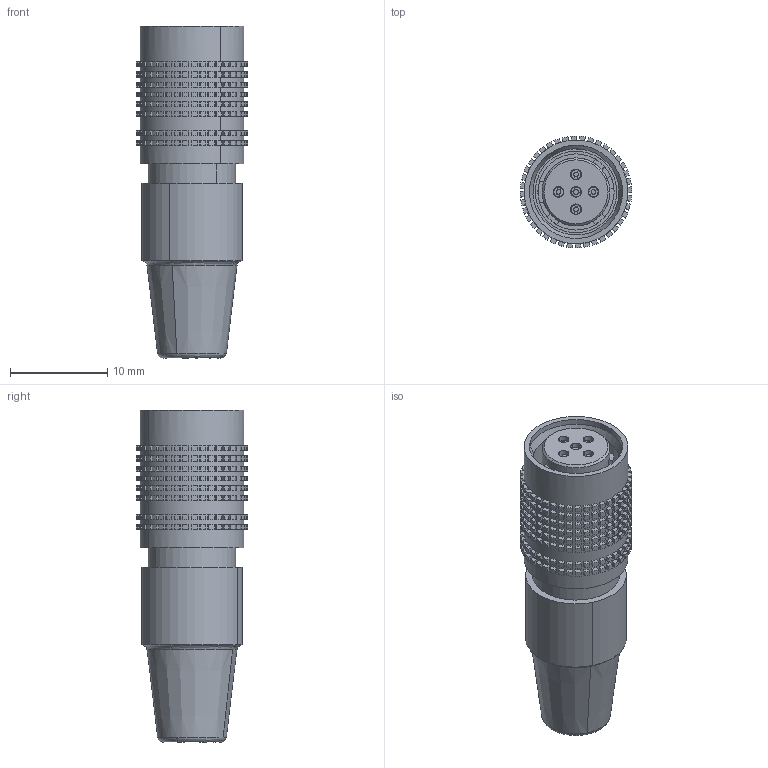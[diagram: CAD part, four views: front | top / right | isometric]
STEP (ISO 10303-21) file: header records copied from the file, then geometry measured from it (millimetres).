
FILE_DESCRIPTION (( 'STEP AP214' ), '1' );
FILE_NAME ('FAPFAP03-05P101WS00.STEP', '2025-11-18T03:04:58', ( '' ), ( '' ), 'SwSTEP 2.0', 'SolidWorks 2021', '' );
FILE_SCHEMA (( 'AUTOMOTIVE_DESIGN' ));
Length unit declared in the file: millimetre
Products named in the file (1): FAPFAP03-05P101WS00
Bounding box: 11.5 x 11.5 x 34.2 mm (x, y, z)
Volume: 2505.5 mm3; surface area: 2116.2 mm2
Topology: 1 solids, 1 shells, 1766 faces, 4261 edges, 2837 vertices
Faces by surface type: plane 1358, cylinder 374, bspline 26, cone 8
Entity records: 52989 total; most frequent: CARTESIAN_POINT 10263, DIRECTION 9153, ORIENTED_EDGE 8522, EDGE_CURVE 4261, AXIS2_PLACEMENT_3D 3207, VERTEX_POINT 2837, VECTOR 2739, LINE 2739
